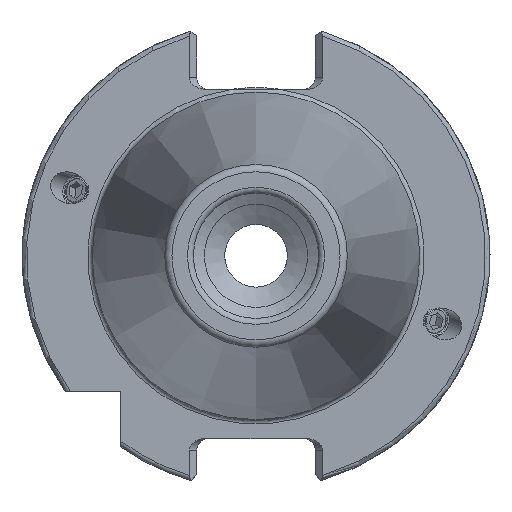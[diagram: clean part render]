
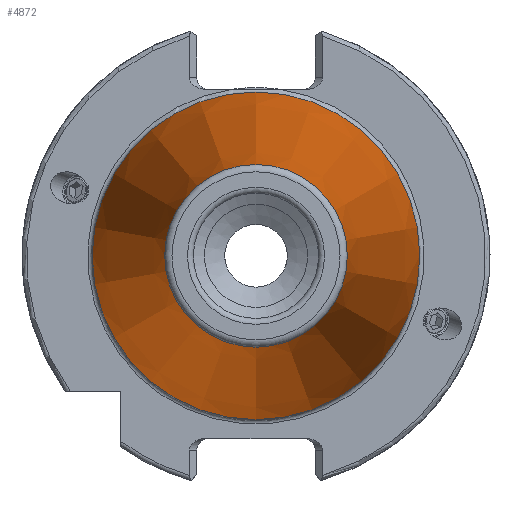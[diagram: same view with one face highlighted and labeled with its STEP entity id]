
A CAD part, left-side view. The second image highlights one B-rep face of the part: STEP entity #4872.
In plain terms, the highlighted conical face has half-angle 8.297 degrees and reference radius 22.225 mm.
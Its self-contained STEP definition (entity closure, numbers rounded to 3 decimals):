
#20 = ORIENTED_EDGE ( 'NONE', *, *, #5993, .F. ) ;
#542 = AXIS2_PLACEMENT_3D ( 'NONE', #4634, #2146, #686 ) ;
#686 = DIRECTION ( 'NONE',  ( 0., 0., 1. ) ) ;
#1748 = VERTEX_POINT ( 'NONE', #5545 ) ;
#1988 = CIRCLE ( 'NONE', #542, 12.397 ) ;
#2002 = AXIS2_PLACEMENT_3D ( 'NONE', #5247, #3668, #4671 ) ;
#2146 = DIRECTION ( 'NONE',  ( -1., 0., 0. ) ) ;
#2714 = EDGE_LOOP ( 'NONE', ( #20 ) ) ;
#2851 = DIRECTION ( 'NONE',  ( 0., 0., -1. ) ) ;
#2894 = DIRECTION ( 'NONE',  ( 1., 0., 0. ) ) ;
#3648 = FACE_OUTER_BOUND ( 'NONE', #4885, .T. ) ;
#3668 = DIRECTION ( 'NONE',  ( -1., 0., 0. ) ) ;
#4102 = EDGE_CURVE ( 'NONE', #1748, #1748, #6317, .T. ) ;
#4159 = CARTESIAN_POINT ( 'NONE',  ( -67.394, 0., 12.397 ) ) ;
#4634 = CARTESIAN_POINT ( 'NONE',  ( -67.394, 0., 0. ) ) ;
#4671 = DIRECTION ( 'NONE',  ( 0., 0., 1. ) ) ;
#4833 = CARTESIAN_POINT ( 'NONE',  ( 0., 0., 0. ) ) ;
#4856 = ORIENTED_EDGE ( 'NONE', *, *, #4102, .T. ) ;
#4872 = ADVANCED_FACE ( 'NONE', ( #4979, #3648 ), #5519, .T. ) ;
#4885 = EDGE_LOOP ( 'NONE', ( #4856 ) ) ;
#4979 = FACE_BOUND ( 'NONE', #2714, .T. ) ;
#5247 = CARTESIAN_POINT ( 'NONE',  ( 0., 0., 0. ) ) ;
#5351 = VERTEX_POINT ( 'NONE', #4159 ) ;
#5519 = CONICAL_SURFACE ( 'NONE', #6027, 22.225, 0.145 ) ;
#5545 = CARTESIAN_POINT ( 'NONE',  ( 0., 0., 22.225 ) ) ;
#5993 = EDGE_CURVE ( 'NONE', #5351, #5351, #1988, .T. ) ;
#6027 = AXIS2_PLACEMENT_3D ( 'NONE', #4833, #2894, #2851 ) ;
#6317 = CIRCLE ( 'NONE', #2002, 22.225 ) ;
